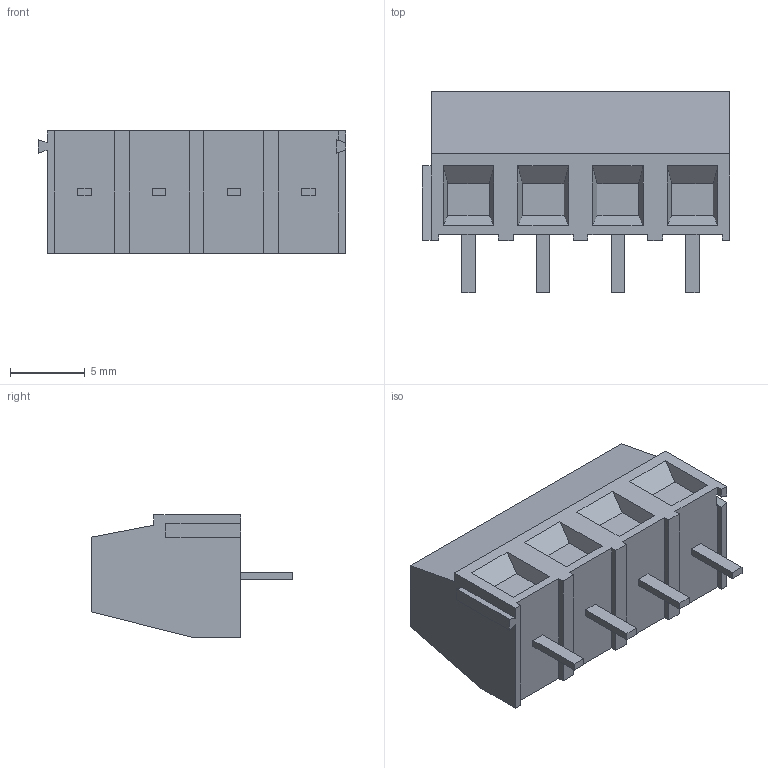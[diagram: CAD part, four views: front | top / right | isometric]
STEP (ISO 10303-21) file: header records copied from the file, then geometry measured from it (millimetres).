
FILE_DESCRIPTION(/* description */ (''),/* implementation_level */ '2;1');
FILE_NAME(/* name */ '282836-4.step',/* time_stamp */ '2020-11-07T13:15:58-04:00',/* author */ (''),/* organization */ (''),/* preprocessor_version */ 'ST-DEVELOPER v18.1',/* originating_system */ 'Autodesk Translation Framework v9.3.0.1241',/* authorisation */ '');
FILE_SCHEMA (('AUTOMOTIVE_DESIGN { 1 0 10303 214 3 1 1 }'));
Length unit declared in the file: millimetre
Products named in the file (1): c-282836-4-h-3d
Bounding box: 20.6 x 13.5 x 8.2 mm (x, y, z)
Volume: 1290.2 mm3; surface area: 1018.2 mm2
Topology: 1 solids, 1 shells, 119 faces, 315 edges, 210 vertices
Faces by surface type: plane 115, cylinder 4
Full cylindrical faces by diameter (mm): 3.5 x4
Entity records: 3716 total; most frequent: CARTESIAN_POINT 645, ORIENTED_EDGE 630, DIRECTION 579, EDGE_CURVE 315, LINE 291, VECTOR 291, VERTEX_POINT 210, AXIS2_PLACEMENT_3D 144
